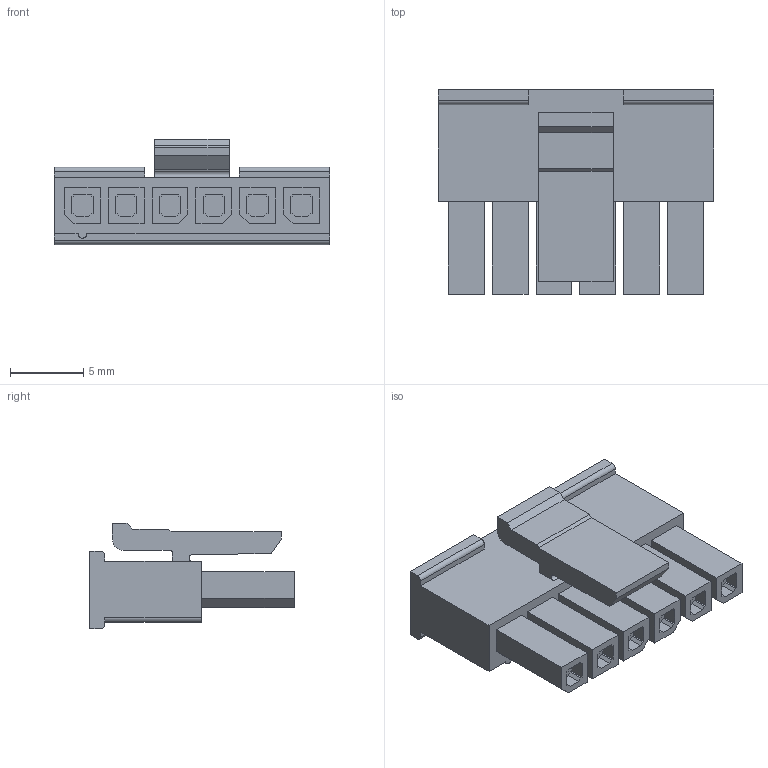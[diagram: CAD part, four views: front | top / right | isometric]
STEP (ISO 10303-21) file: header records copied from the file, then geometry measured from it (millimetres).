
FILE_DESCRIPTION((''),'2;1');
FILE_NAME('436450600','2017-12-21T',('ghp'),(''),'PRO/ENGINEER BY PARAMETRIC TECHNOLOGY CORPORATION, 2012310','PRO/ENGINEER BY PARAMETRIC TECHNOLOGY CORPORATION, 2012310','');
FILE_SCHEMA(('CONFIG_CONTROL_DESIGN'));
Length unit declared in the file: millimetre
Products named in the file (1): 436450600
Bounding box: 18.85 x 14 x 7.21 mm (x, y, z)
Volume: 880.7 mm3; surface area: 1097 mm2
Topology: 1 solids, 1 shells, 148 faces, 399 edges, 266 vertices
Faces by surface type: plane 141, cylinder 7
Entity records: 4599 total; most frequent: CARTESIAN_POINT 814, ORIENTED_EDGE 798, DIRECTION 711, EDGE_CURVE 399, VECTOR 385, LINE 385, VERTEX_POINT 266, AXIS2_PLACEMENT_3D 163
